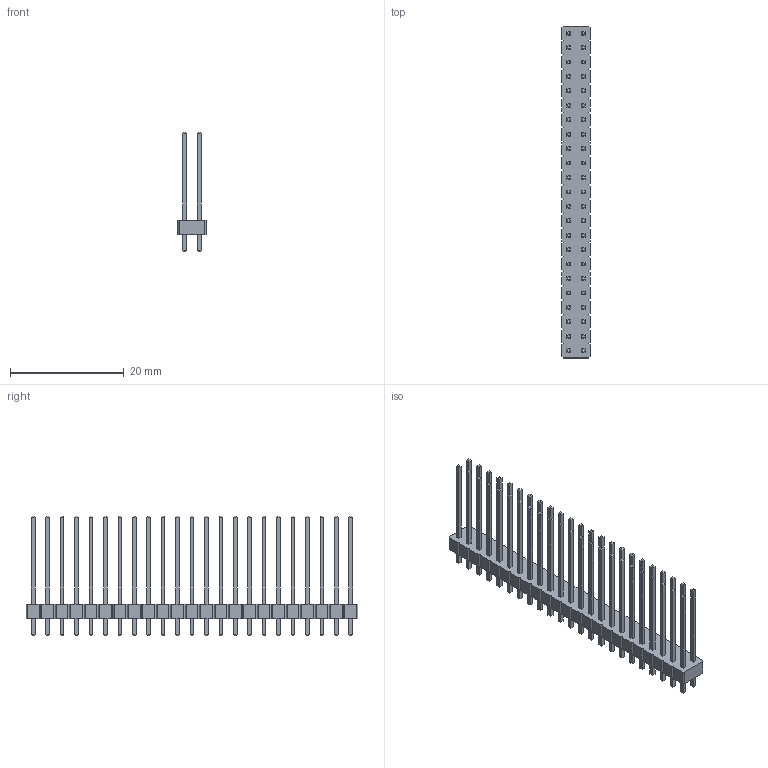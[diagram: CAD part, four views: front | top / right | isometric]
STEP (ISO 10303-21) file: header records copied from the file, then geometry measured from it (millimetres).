
FILE_DESCRIPTION(/* description */ ('Uzupełnij opis PL (Uzupełnij opis EN)'),/* implementation_level */ '2;1');
FILE_NAME(/* name */ '46 pin.stp',/* time_stamp */ '2021-12-01T09:13:04+01:00',/* author */ ('mariusz.rubach'),/* organization */ (''),/* preprocessor_version */ 'ST-DEVELOPER v18.1',/* originating_system */ 'Autodesk Inventor 2022',/* authorisation */ '');
FILE_SCHEMA (('AUTOMOTIVE_DESIGN { 1 0 10303 214 3 1 1 }'));
Length unit declared in the file: millimetre
Products named in the file (1): 46 pin
Bounding box: 5.08 x 58.42 x 21 mm (x, y, z)
Volume: 1091.6 mm3; surface area: 3080.1 mm2
Topology: 1 solids, 1 shells, 970 faces, 2260 edges, 1384 vertices
Faces by surface type: plane 970
Entity records: 27580 total; most frequent: CARTESIAN_POINT 4615, ORIENTED_EDGE 4520, DIRECTION 4202, LINE 2260, VECTOR 2260, EDGE_CURVE 2260, VERTEX_POINT 1384, EDGE_LOOP 1062
